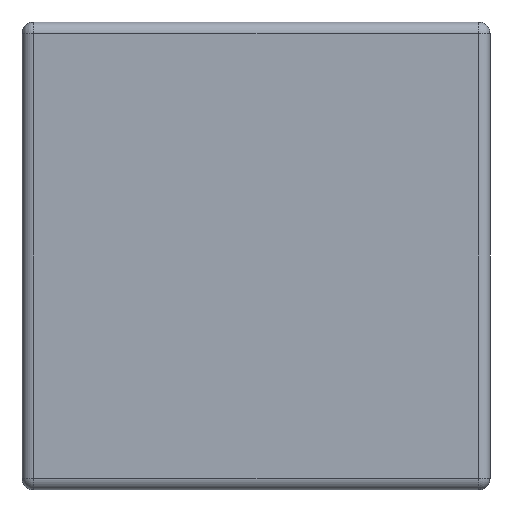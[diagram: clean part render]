
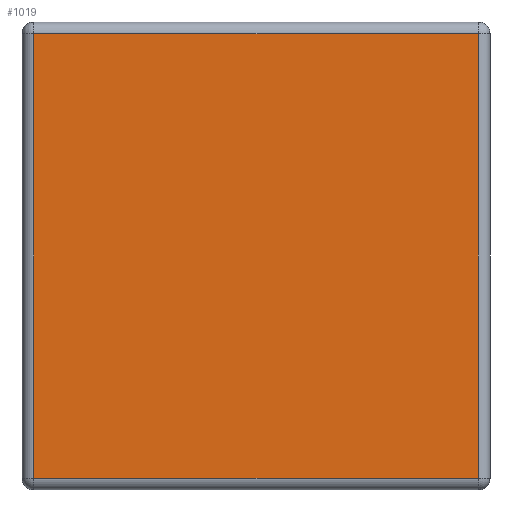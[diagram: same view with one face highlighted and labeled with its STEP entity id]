
A CAD part, left-side view. The second image highlights one B-rep face of the part: STEP entity #1019.
In plain terms, the highlighted planar face has unit normal (-1, 0, 0).
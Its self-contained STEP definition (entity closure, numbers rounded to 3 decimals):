
#20 = ORIENTED_EDGE ( 'NONE', *, *, #262, .T. ) ;
#55 = EDGE_LOOP ( 'NONE', ( #953, #93, #479, #20 ) ) ;
#93 = ORIENTED_EDGE ( 'NONE', *, *, #1657, .T. ) ;
#229 = LINE ( 'NONE', #944, #963 ) ;
#259 = CARTESIAN_POINT ( 'NONE',  ( -1., 0.6, 0.03 ) ) ;
#260 = PLANE ( 'NONE',  #889 ) ;
#262 = EDGE_CURVE ( 'NONE', #1562, #412, #229, .T. ) ;
#380 = VECTOR ( 'NONE', #1572, 1000. ) ;
#406 = DIRECTION ( 'NONE',  ( 0., -1., 0. ) ) ;
#412 = VERTEX_POINT ( 'NONE', #1826 ) ;
#470 = VECTOR ( 'NONE', #1056, 1000. ) ;
#474 = CARTESIAN_POINT ( 'NONE',  ( -1., 0.6, 1.17 ) ) ;
#479 = ORIENTED_EDGE ( 'NONE', *, *, #1672, .T. ) ;
#556 = DIRECTION ( 'NONE',  ( 1., 0., 0. ) ) ;
#581 = VERTEX_POINT ( 'NONE', #850 ) ;
#684 = CARTESIAN_POINT ( 'NONE',  ( -1., 0.57, 1.2 ) ) ;
#756 = LINE ( 'NONE', #684, #380 ) ;
#788 = CARTESIAN_POINT ( 'NONE',  ( -1., -0.57, 0.03 ) ) ;
#810 = VECTOR ( 'NONE', #406, 1000. ) ;
#850 = CARTESIAN_POINT ( 'NONE',  ( -1., 0.57, 0.03 ) ) ;
#889 = AXIS2_PLACEMENT_3D ( 'NONE', #1440, #556, #1592 ) ;
#901 = LINE ( 'NONE', #474, #470 ) ;
#944 = CARTESIAN_POINT ( 'NONE',  ( -1., -0.57, 1.2 ) ) ;
#953 = ORIENTED_EDGE ( 'NONE', *, *, #1263, .T. ) ;
#963 = VECTOR ( 'NONE', #1242, 1000. ) ;
#1019 = ADVANCED_FACE ( 'NONE', ( #1530 ), #260, .F. ) ;
#1056 = DIRECTION ( 'NONE',  ( 0., 1., 0. ) ) ;
#1242 = DIRECTION ( 'NONE',  ( 0., 0., 1. ) ) ;
#1263 = EDGE_CURVE ( 'NONE', #412, #1819, #901, .T. ) ;
#1326 = CARTESIAN_POINT ( 'NONE',  ( -1., 0.57, 1.17 ) ) ;
#1440 = CARTESIAN_POINT ( 'NONE',  ( -1., 0.6, 1.2 ) ) ;
#1530 = FACE_OUTER_BOUND ( 'NONE', #55, .T. ) ;
#1551 = LINE ( 'NONE', #259, #810 ) ;
#1562 = VERTEX_POINT ( 'NONE', #788 ) ;
#1572 = DIRECTION ( 'NONE',  ( 0., 0., -1. ) ) ;
#1592 = DIRECTION ( 'NONE',  ( 0., 1., 0. ) ) ;
#1657 = EDGE_CURVE ( 'NONE', #1819, #581, #756, .T. ) ;
#1672 = EDGE_CURVE ( 'NONE', #581, #1562, #1551, .T. ) ;
#1819 = VERTEX_POINT ( 'NONE', #1326 ) ;
#1826 = CARTESIAN_POINT ( 'NONE',  ( -1., -0.57, 1.17 ) ) ;
